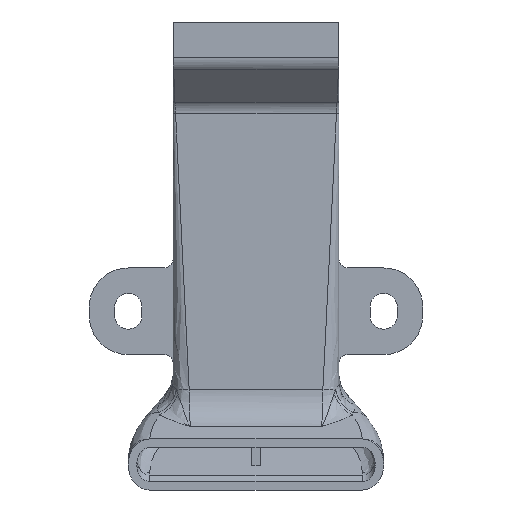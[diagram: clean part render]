
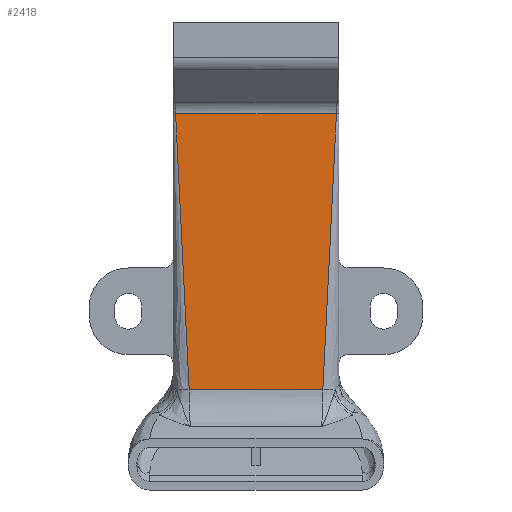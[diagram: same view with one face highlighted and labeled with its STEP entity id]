
A CAD part, left-side view. The second image highlights one B-rep face of the part: STEP entity #2418.
In plain terms, the highlighted planar face has unit normal (-1, 0, 0).
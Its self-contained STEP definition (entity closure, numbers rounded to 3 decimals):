
#174=B_SPLINE_CURVE_WITH_KNOTS('',3,(#6131,#6132,#6133,#6134),
 .UNSPECIFIED.,.F.,.F.,(4,4),(-4.525,-1.275),
 .UNSPECIFIED.);
#183=B_SPLINE_CURVE_WITH_KNOTS('',3,(#6286,#6287,#6288,#6289),
 .UNSPECIFIED.,.F.,.F.,(4,4),(1.275,4.525),
 .UNSPECIFIED.);
#359=FACE_OUTER_BOUND('',#504,.T.);
#504=EDGE_LOOP('',(#2190,#2191,#2192,#2193));
#765=LINE('',#6278,#928);
#766=LINE('',#6285,#929);
#928=VECTOR('',#3229,10.);
#929=VECTOR('',#3232,10.);
#1144=VERTEX_POINT('',#6095);
#1145=VERTEX_POINT('',#6130);
#1152=VERTEX_POINT('',#6277);
#1153=VERTEX_POINT('',#6284);
#1491=EDGE_CURVE('',#1144,#1145,#174,.T.);
#1507=EDGE_CURVE('',#1145,#1152,#765,.T.);
#1509=EDGE_CURVE('',#1153,#1144,#766,.T.);
#1510=EDGE_CURVE('',#1152,#1153,#183,.T.);
#2190=ORIENTED_EDGE('',*,*,#1491,.F.);
#2191=ORIENTED_EDGE('',*,*,#1509,.F.);
#2192=ORIENTED_EDGE('',*,*,#1510,.F.);
#2193=ORIENTED_EDGE('',*,*,#1507,.F.);
#2285=PLANE('',#2651);
#2418=ADVANCED_FACE('',(#359),#2285,.T.);
#2651=AXIS2_PLACEMENT_3D('',#6283,#3230,#3231);
#3229=DIRECTION('',(0.,-1.,0.));
#3230=DIRECTION('center_axis',(-1.,0.,0.));
#3231=DIRECTION('ref_axis',(0.,0.,1.));
#3232=DIRECTION('',(0.,1.,0.));
#6095=CARTESIAN_POINT('',(-10.,7.856,-43.226));
#6130=CARTESIAN_POINT('',(-10.,9.452,-10.805));
#6131=CARTESIAN_POINT('Ctrl Pts',(-10.,7.856,-43.226));
#6132=CARTESIAN_POINT('Ctrl Pts',(-10.,8.154,-32.397));
#6133=CARTESIAN_POINT('Ctrl Pts',(-10.,8.998,-21.623));
#6134=CARTESIAN_POINT('Ctrl Pts',(-10.,9.452,-10.805));
#6277=CARTESIAN_POINT('',(-10.,-9.452,-10.805));
#6278=CARTESIAN_POINT('',(-10.,0.,-10.805));
#6283=CARTESIAN_POINT('Origin',(-10.,0.,-46.113));
#6284=CARTESIAN_POINT('',(-10.,-7.856,-43.226));
#6285=CARTESIAN_POINT('',(-10.,0.,-43.226));
#6286=CARTESIAN_POINT('Ctrl Pts',(-10.,-9.452,-10.805));
#6287=CARTESIAN_POINT('Ctrl Pts',(-10.,-8.998,-21.623));
#6288=CARTESIAN_POINT('Ctrl Pts',(-10.,-8.154,-32.397));
#6289=CARTESIAN_POINT('Ctrl Pts',(-10.,-7.856,-43.226));
